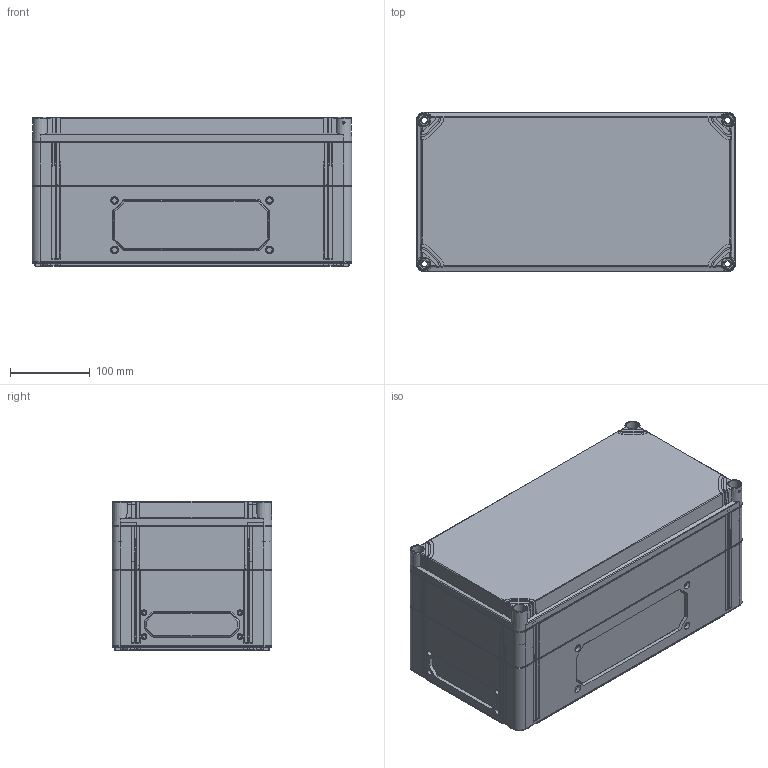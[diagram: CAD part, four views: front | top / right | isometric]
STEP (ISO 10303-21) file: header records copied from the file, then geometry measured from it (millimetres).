
FILE_DESCRIPTION((''),'2;1');
FILE_NAME('CPCF204018G_ASM','2008-12-29T',('pasi_koskela'),(''),'PRO/ENGINEER BY PARAMETRIC TECHNOLOGY CORPORATION, 2008250','PRO/ENGINEER BY PARAMETRIC TECHNOLOGY CORPORATION, 2008250','');
FILE_SCHEMA(('AUTOMOTIVE_DESIGN_CC2 { 1 2 10303 214 -1 1 5 2 }'));
Products named in the file (4): CPCF204010B; OPCG204003L; OPCP204006E; CPCF204018G_ASM
Assembly tree (3 placements, depth 2):
  CPCF204018G_ASM
    CPCF204010B
    OPCG204003L
    OPCP204006E
Bounding box: 400 x 200 x 187 mm (x, y, z)
Volume: 1685405.6 mm3; surface area: 954020.2 mm2
Topology: 3 solids, 3 shells, 3701 faces, 9598 edges, 6038 vertices
Faces by surface type: plane 1914, cone 862, cylinder 577, torus 326, bspline 20, sphere 2
Entity records: 143812 total; most frequent: CARTESIAN_POINT 23923, ORIENTED_EDGE 19140, DIRECTION 18981, PRESENTATION_STYLE_ASSIGNMENT 9573, STYLED_ITEM 9573, CURVE_STYLE 9570, EDGE_CURVE 9570, AXIS2_PLACEMENT_3D 6591
